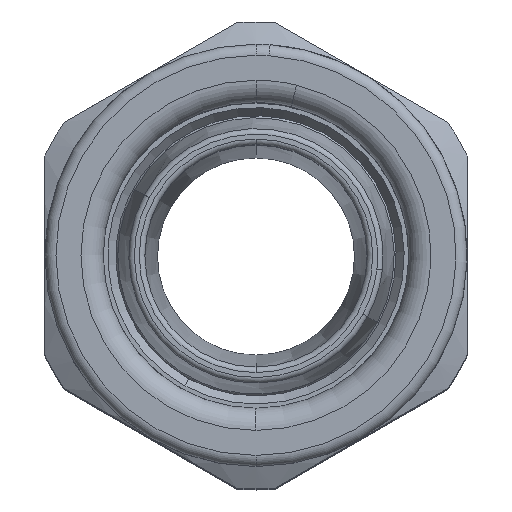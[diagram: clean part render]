
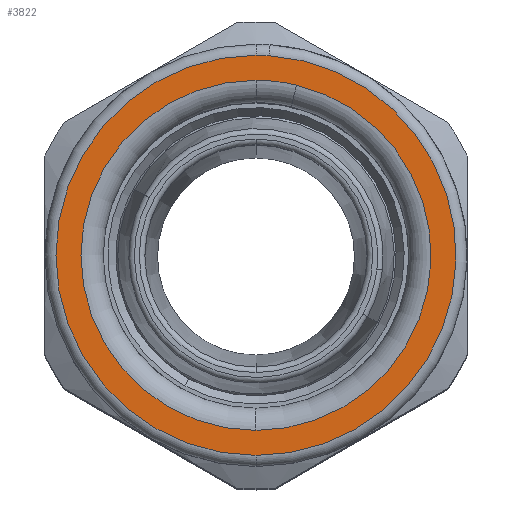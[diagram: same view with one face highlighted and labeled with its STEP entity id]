
A CAD part, top view. The second image highlights one B-rep face of the part: STEP entity #3822.
In plain terms, the highlighted planar face has unit normal (0, 0, 1).
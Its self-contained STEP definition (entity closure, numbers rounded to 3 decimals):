
#3686=AXIS2_PLACEMENT_3D('Circle Axis2P3D',#3684,#3685,$) ;
#3703=AXIS2_PLACEMENT_3D('Circle Axis2P3D',#3701,#3702,$) ;
#3727=AXIS2_PLACEMENT_3D('Circle Axis2P3D',#3725,#3726,$) ;
#3789=AXIS2_PLACEMENT_3D('Plane Axis2P3D',#3786,#3787,#3788) ;
#3798=AXIS2_PLACEMENT_3D('Circle Axis2P3D',#3796,#3797,$) ;
#3807=AXIS2_PLACEMENT_3D('Circle Axis2P3D',#3805,#3806,$) ;
#3814=AXIS2_PLACEMENT_3D('Circle Axis2P3D',#3812,#3813,$) ;
#3674=CARTESIAN_POINT('Vertex',(20.199,38.96,88.9)) ;
#3681=CARTESIAN_POINT('Vertex',(19.,39.,88.9)) ;
#3684=CARTESIAN_POINT('Axis2P3D Location',(19.,21.,88.9)) ;
#3701=CARTESIAN_POINT('Axis2P3D Location',(19.,21.,88.9)) ;
#3705=CARTESIAN_POINT('Vertex',(19.,3.,88.9)) ;
#3725=CARTESIAN_POINT('Axis2P3D Location',(19.,21.,88.9)) ;
#3786=CARTESIAN_POINT('Axis2P3D Location',(19.,21.,88.9)) ;
#3796=CARTESIAN_POINT('Axis2P3D Location',(19.,21.,88.9)) ;
#3800=CARTESIAN_POINT('Vertex',(22.644,36.323,88.9)) ;
#3802=CARTESIAN_POINT('Vertex',(19.,36.75,88.9)) ;
#3805=CARTESIAN_POINT('Axis2P3D Location',(19.,21.,88.9)) ;
#3809=CARTESIAN_POINT('Vertex',(19.,5.25,88.9)) ;
#3812=CARTESIAN_POINT('Axis2P3D Location',(19.,21.,88.9)) ;
#3685=DIRECTION('Axis2P3D Direction',(0.,0.,1.)) ;
#3702=DIRECTION('Axis2P3D Direction',(0.,0.,1.)) ;
#3726=DIRECTION('Axis2P3D Direction',(0.,0.,1.)) ;
#3787=DIRECTION('Axis2P3D Direction',(0.,0.,1.)) ;
#3788=DIRECTION('Axis2P3D XDirection',(0.,1.,0.)) ;
#3797=DIRECTION('Axis2P3D Direction',(0.,0.,1.)) ;
#3806=DIRECTION('Axis2P3D Direction',(0.,0.,1.)) ;
#3813=DIRECTION('Axis2P3D Direction',(0.,0.,1.)) ;
#3792=ORIENTED_EDGE('',*,*,#3707,.T.) ;
#3793=ORIENTED_EDGE('',*,*,#3688,.T.) ;
#3794=ORIENTED_EDGE('',*,*,#3729,.T.) ;
#3818=ORIENTED_EDGE('',*,*,#3804,.F.) ;
#3819=ORIENTED_EDGE('',*,*,#3811,.F.) ;
#3820=ORIENTED_EDGE('',*,*,#3816,.F.) ;
#3821=FACE_BOUND('',#3817,.T.) ;
#3822=ADVANCED_FACE('PartBody',(#3795,#3821),#3790,.T.) ;
#3687=CIRCLE('generated circle',#3686,18.) ;
#3704=CIRCLE('generated circle',#3703,18.) ;
#3728=CIRCLE('generated circle',#3727,18.) ;
#3799=CIRCLE('generated circle',#3798,15.75) ;
#3808=CIRCLE('generated circle',#3807,15.75) ;
#3815=CIRCLE('generated circle',#3814,15.75) ;
#3688=EDGE_CURVE('',#3675,#3682,#3687,.T.) ;
#3707=EDGE_CURVE('',#3706,#3675,#3704,.T.) ;
#3729=EDGE_CURVE('',#3682,#3706,#3728,.T.) ;
#3804=EDGE_CURVE('',#3801,#3803,#3799,.T.) ;
#3811=EDGE_CURVE('',#3810,#3801,#3808,.T.) ;
#3816=EDGE_CURVE('',#3803,#3810,#3815,.T.) ;
#3791=EDGE_LOOP('',(#3792,#3793,#3794)) ;
#3817=EDGE_LOOP('',(#3818,#3819,#3820)) ;
#3795=FACE_OUTER_BOUND('',#3791,.T.) ;
#3790=PLANE('',#3789) ;
#3675=VERTEX_POINT('',#3674) ;
#3682=VERTEX_POINT('',#3681) ;
#3706=VERTEX_POINT('',#3705) ;
#3801=VERTEX_POINT('',#3800) ;
#3803=VERTEX_POINT('',#3802) ;
#3810=VERTEX_POINT('',#3809) ;
